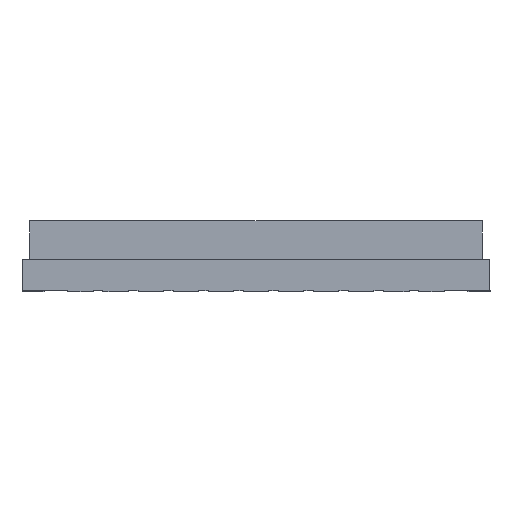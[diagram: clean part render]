
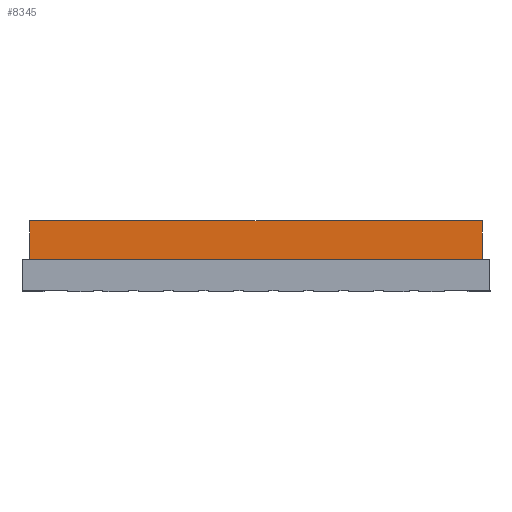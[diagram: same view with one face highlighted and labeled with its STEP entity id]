
A CAD part, left-side view. The second image highlights one B-rep face of the part: STEP entity #8345.
In plain terms, the highlighted planar face has unit normal (-1, 0, 0).
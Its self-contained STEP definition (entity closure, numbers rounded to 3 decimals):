
#915 = VERTEX_POINT('',#916);
#916 = CARTESIAN_POINT('',(-5.8,5.8,1.82));
#922 = EDGE_CURVE('',#915,#923,#925,.T.);
#923 = VERTEX_POINT('',#924);
#924 = CARTESIAN_POINT('',(-5.8,-5.8,1.82));
#925 = LINE('',#926,#927);
#926 = CARTESIAN_POINT('',(-5.8,5.8,1.82));
#927 = VECTOR('',#928,1.);
#928 = DIRECTION('',(0.,-1.,0.));
#8275 = VERTEX_POINT('',#8276);
#8276 = CARTESIAN_POINT('',(-5.8,-5.8,0.82));
#8282 = EDGE_CURVE('',#8283,#8275,#8285,.T.);
#8283 = VERTEX_POINT('',#8284);
#8284 = CARTESIAN_POINT('',(-5.8,5.8,0.82));
#8285 = LINE('',#8286,#8287);
#8286 = CARTESIAN_POINT('',(-5.8,5.8,0.82));
#8287 = VECTOR('',#8288,1.);
#8288 = DIRECTION('',(0.,-1.,0.));
#8333 = EDGE_CURVE('',#915,#8283,#8334,.T.);
#8334 = LINE('',#8335,#8336);
#8335 = CARTESIAN_POINT('',(-5.8,5.8,1.82));
#8336 = VECTOR('',#8337,1.);
#8337 = DIRECTION('',(0.,-0.,-1.));
#8345 = ADVANCED_FACE('',(#8346),#8357,.F.);
#8346 = FACE_BOUND('',#8347,.T.);
#8347 = EDGE_LOOP('',(#8348,#8349,#8355,#8356));
#8348 = ORIENTED_EDGE('',*,*,#8282,.T.);
#8349 = ORIENTED_EDGE('',*,*,#8350,.F.);
#8350 = EDGE_CURVE('',#923,#8275,#8351,.T.);
#8351 = LINE('',#8352,#8353);
#8352 = CARTESIAN_POINT('',(-5.8,-5.8,1.82));
#8353 = VECTOR('',#8354,1.);
#8354 = DIRECTION('',(0.,-0.,-1.));
#8355 = ORIENTED_EDGE('',*,*,#922,.F.);
#8356 = ORIENTED_EDGE('',*,*,#8333,.T.);
#8357 = PLANE('',#8358);
#8358 = AXIS2_PLACEMENT_3D('',#8359,#8360,#8361);
#8359 = CARTESIAN_POINT('',(-5.8,5.8,1.82));
#8360 = DIRECTION('',(1.,0.,0.));
#8361 = DIRECTION('',(0.,0.,-1.));
